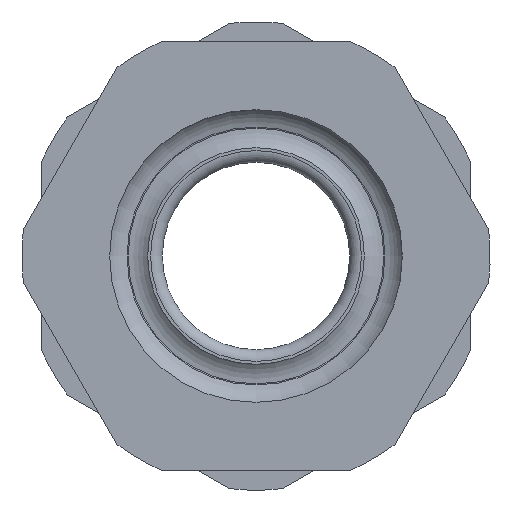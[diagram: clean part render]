
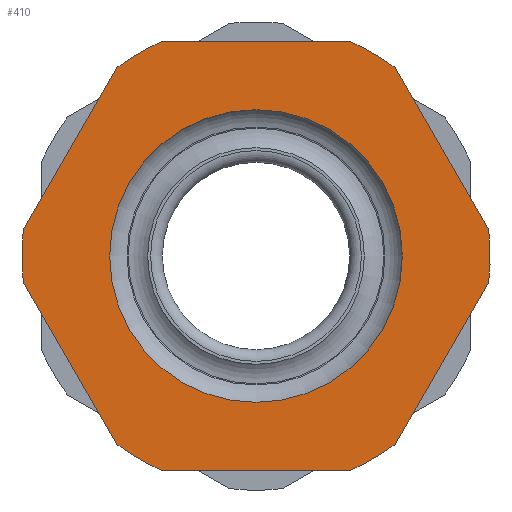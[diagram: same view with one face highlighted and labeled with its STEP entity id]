
A CAD part, front view. The second image highlights one B-rep face of the part: STEP entity #410.
In plain terms, the highlighted planar face has unit normal (0, -1, 0).
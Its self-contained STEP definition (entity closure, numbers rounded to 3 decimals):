
#410=ADVANCED_FACE('',(#1424,#1426),#1428,.T.);
#1424=FACE_BOUND('',#1425,.T.);
#1425=EDGE_LOOP('',(#2247,#2248,#2249,#2250,#2251,#2252,#2253,#2254,#2255,#2256,
#2257,#2258));
#1426=FACE_BOUND('',#1427,.T.);
#1427=EDGE_LOOP('',(#2259));
#1428=PLANE('',#1429);
#1429=AXIS2_PLACEMENT_3D('',#1430,#1431,#1432);
#1430=CARTESIAN_POINT('',(0.,-14.644,0.));
#1431=DIRECTION('',(0.,-1.,0.));
#1432=DIRECTION('',(0.,0.,1.));
#2247=ORIENTED_EDGE('',*,*,#2712,.T.);
#2248=ORIENTED_EDGE('',*,*,#2695,.T.);
#2249=ORIENTED_EDGE('',*,*,#2713,.T.);
#2250=ORIENTED_EDGE('',*,*,#2709,.T.);
#2251=ORIENTED_EDGE('',*,*,#2714,.T.);
#2252=ORIENTED_EDGE('',*,*,#2705,.T.);
#2253=ORIENTED_EDGE('',*,*,#2715,.T.);
#2254=ORIENTED_EDGE('',*,*,#2701,.T.);
#2255=ORIENTED_EDGE('',*,*,#2716,.T.);
#2256=ORIENTED_EDGE('',*,*,#2697,.T.);
#2257=ORIENTED_EDGE('',*,*,#2717,.T.);
#2258=ORIENTED_EDGE('',*,*,#2689,.T.);
#2259=ORIENTED_EDGE('',*,*,#2718,.F.);
#2689=EDGE_CURVE('',#2994,#2992,#2995,.T.);
#2695=EDGE_CURVE('',#2999,#3004,#3006,.T.);
#2697=EDGE_CURVE('',#3010,#3008,#3011,.T.);
#2701=EDGE_CURVE('',#3018,#3016,#3019,.T.);
#2705=EDGE_CURVE('',#3026,#3024,#3027,.T.);
#2709=EDGE_CURVE('',#3034,#3032,#3035,.T.);
#2712=EDGE_CURVE('',#2992,#2999,#3039,.T.);
#2713=EDGE_CURVE('',#3004,#3034,#3040,.T.);
#2714=EDGE_CURVE('',#3032,#3026,#3041,.T.);
#2715=EDGE_CURVE('',#3024,#3018,#3042,.T.);
#2716=EDGE_CURVE('',#3016,#3010,#3043,.T.);
#2717=EDGE_CURVE('',#3008,#2994,#3044,.T.);
#2718=EDGE_CURVE('',#3045,#3045,#3046,.T.);
#2992=VERTEX_POINT('',#3597);
#2994=VERTEX_POINT('',#3601);
#2995=CIRCLE('',#3602,12.);
#2999=VERTEX_POINT('',#3614);
#3004=VERTEX_POINT('',#3624);
#3006=CIRCLE('',#3628,12.);
#3008=VERTEX_POINT('',#3633);
#3010=VERTEX_POINT('',#3637);
#3011=CIRCLE('',#3638,12.);
#3016=VERTEX_POINT('',#3651);
#3018=VERTEX_POINT('',#3655);
#3019=CIRCLE('',#3656,12.);
#3024=VERTEX_POINT('',#3669);
#3026=VERTEX_POINT('',#3673);
#3027=CIRCLE('',#3674,12.);
#3032=VERTEX_POINT('',#3687);
#3034=VERTEX_POINT('',#3691);
#3035=CIRCLE('',#3692,12.);
#3039=LINE('',#3704,#3705);
#3040=LINE('',#3707,#3708);
#3041=LINE('',#3710,#3711);
#3042=LINE('',#3713,#3714);
#3043=LINE('',#3716,#3717);
#3044=LINE('',#3719,#3720);
#3045=VERTEX_POINT('',#3722);
#3046=CIRCLE('',#3723,7.5);
#3597=CARTESIAN_POINT('',(11.924,-14.644,1.347));
#3601=CARTESIAN_POINT('',(11.924,-14.644,-1.347));
#3602=AXIS2_PLACEMENT_3D('',#3603,#3604,#3605);
#3603=CARTESIAN_POINT('',(0.,-14.644,0.));
#3604=DIRECTION('',(0.,-1.,0.));
#3605=DIRECTION('',(0.994,0.,-0.112));
#3614=CARTESIAN_POINT('',(7.128,-14.644,9.653));
#3624=CARTESIAN_POINT('',(4.796,-14.644,11.));
#3628=AXIS2_PLACEMENT_3D('',#3629,#3630,#3631);
#3629=CARTESIAN_POINT('',(0.,-14.644,0.));
#3630=DIRECTION('',(0.,-1.,0.));
#3631=DIRECTION('',(0.594,0.,0.804));
#3633=CARTESIAN_POINT('',(7.128,-14.644,-9.653));
#3637=CARTESIAN_POINT('',(4.796,-14.644,-11.));
#3638=AXIS2_PLACEMENT_3D('',#3639,#3640,#3641);
#3639=CARTESIAN_POINT('',(0.,-14.644,0.));
#3640=DIRECTION('',(0.,-1.,0.));
#3641=DIRECTION('',(0.4,0.,-0.917));
#3651=CARTESIAN_POINT('',(-4.796,-14.644,-11.));
#3655=CARTESIAN_POINT('',(-7.128,-14.644,-9.653));
#3656=AXIS2_PLACEMENT_3D('',#3657,#3658,#3659);
#3657=CARTESIAN_POINT('',(0.,-14.644,0.));
#3658=DIRECTION('',(0.,-1.,0.));
#3659=DIRECTION('',(-0.594,0.,-0.804));
#3669=CARTESIAN_POINT('',(-11.924,-14.644,-1.347));
#3673=CARTESIAN_POINT('',(-11.924,-14.644,1.347));
#3674=AXIS2_PLACEMENT_3D('',#3675,#3676,#3677);
#3675=CARTESIAN_POINT('',(0.,-14.644,0.));
#3676=DIRECTION('',(0.,-1.,0.));
#3677=DIRECTION('',(-0.994,0.,0.112));
#3687=CARTESIAN_POINT('',(-7.128,-14.644,9.653));
#3691=CARTESIAN_POINT('',(-4.796,-14.644,11.));
#3692=AXIS2_PLACEMENT_3D('',#3693,#3694,#3695);
#3693=CARTESIAN_POINT('',(0.,-14.644,0.));
#3694=DIRECTION('',(0.,-1.,0.));
#3695=DIRECTION('',(-0.4,0.,0.917));
#3704=CARTESIAN_POINT('',(11.924,-14.644,1.347));
#3705=VECTOR('',#3706,1.);
#3706=DIRECTION('',(-0.5,0.,0.866));
#3707=CARTESIAN_POINT('',(4.796,-14.644,11.));
#3708=VECTOR('',#3709,1.);
#3709=DIRECTION('',(-1.,0.,0.));
#3710=CARTESIAN_POINT('',(-7.128,-14.644,9.653));
#3711=VECTOR('',#3712,1.);
#3712=DIRECTION('',(-0.5,0.,-0.866));
#3713=CARTESIAN_POINT('',(-11.924,-14.644,-1.347));
#3714=VECTOR('',#3715,1.);
#3715=DIRECTION('',(0.5,0.,-0.866));
#3716=CARTESIAN_POINT('',(-4.796,-14.644,-11.));
#3717=VECTOR('',#3718,1.);
#3718=DIRECTION('',(1.,0.,0.));
#3719=CARTESIAN_POINT('',(7.128,-14.644,-9.653));
#3720=VECTOR('',#3721,1.);
#3721=DIRECTION('',(0.5,0.,0.866));
#3722=CARTESIAN_POINT('',(0.,-14.644,7.5));
#3723=AXIS2_PLACEMENT_3D('',#3724,#3725,#3726);
#3724=CARTESIAN_POINT('',(0.,-14.644,0.));
#3725=DIRECTION('',(0.,-1.,0.));
#3726=DIRECTION('',(0.,0.,1.));
